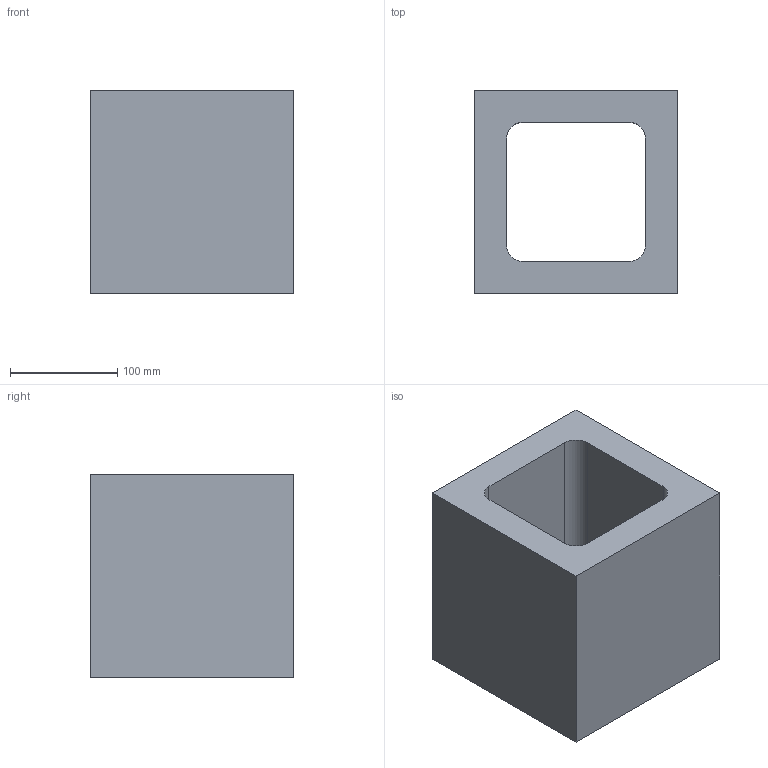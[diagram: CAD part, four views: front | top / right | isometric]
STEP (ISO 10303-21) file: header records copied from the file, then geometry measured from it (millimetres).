
FILE_DESCRIPTION(('FreeCAD Model'),'2;1');
FILE_NAME('Concrete block 19x19x19.step','2017-02-05T12:07:20',('Author'),( ''),'Open CASCADE STEP processor 7.1','FreeCAD','Unknown');
FILE_SCHEMA(('AUTOMOTIVE_DESIGN_CC2 { 1 2 10303 214 -1 1 5 4 }'));
Length unit declared in the file: millimetre
Products named in the file (2): ASSEMBLY; Pocket
Assembly tree (1 placements, depth 2):
  ASSEMBLY
    Pocket
Bounding box: 190 x 190 x 190 mm (x, y, z)
Volume: 3684696.9 mm3; surface area: 277093.4 mm2
Topology: 1 solids, 1 shells, 14 faces, 36 edges, 24 vertices
Faces by surface type: plane 10, cylinder 4
Entity records: 939 total; most frequent: CARTESIAN_POINT 148, DIRECTION 148, LINE 92, VECTOR 92, ORIENTED_EDGE 72, PCURVE 72, DEFINITIONAL_REPRESENTATION 72, EDGE_CURVE 36
